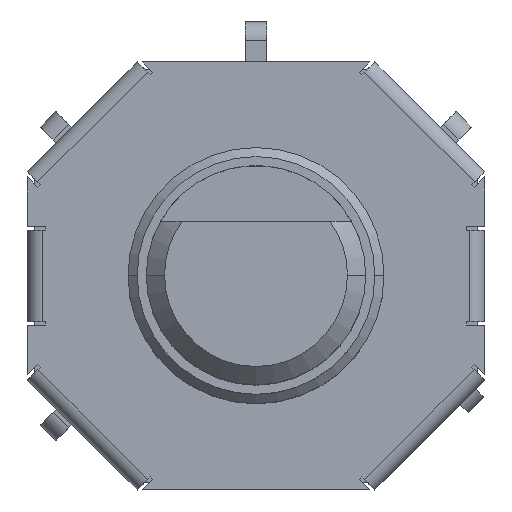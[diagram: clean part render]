
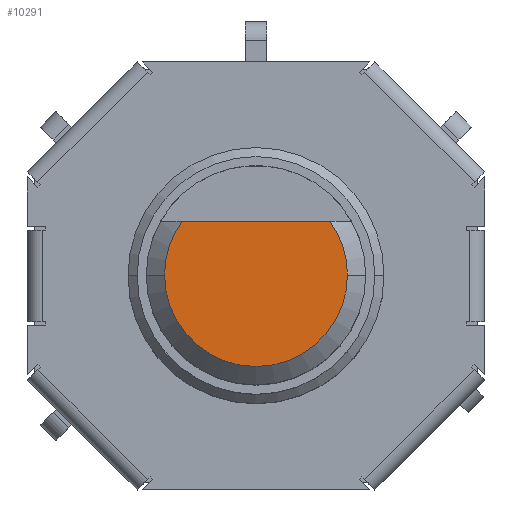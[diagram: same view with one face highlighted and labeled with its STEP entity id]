
A CAD part, top view. The second image highlights one B-rep face of the part: STEP entity #10291.
In plain terms, the highlighted planar face has unit normal (0, 0, 1).
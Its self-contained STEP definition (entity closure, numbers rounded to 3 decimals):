
#1296 = VERTEX_POINT ( 'NONE', #20872 ) ;
#1608 = CIRCLE ( 'NONE', #16608, 2.5 ) ;
#1718 = EDGE_LOOP ( 'NONE', ( #13208, #6392, #11378, #4924 ) ) ;
#1925 = DIRECTION ( 'NONE',  ( 0., 0., 1. ) ) ;
#3871 = CIRCLE ( 'NONE', #18061, 2.5 ) ;
#4924 = ORIENTED_EDGE ( 'NONE', *, *, #22318, .T. ) ;
#5029 = CARTESIAN_POINT ( 'NONE',  ( 0., 1.475, 17.5 ) ) ;
#5238 = AXIS2_PLACEMENT_3D ( 'NONE', #23709, #21658, #21787 ) ;
#5719 = DIRECTION ( 'NONE',  ( 1., 0., 0. ) ) ;
#5937 = DIRECTION ( 'NONE',  ( 0., 0., 1. ) ) ;
#6392 = ORIENTED_EDGE ( 'NONE', *, *, #13568, .T. ) ;
#10284 = CARTESIAN_POINT ( 'NONE',  ( 0., 0., 17.5 ) ) ;
#10291 = ADVANCED_FACE ( 'NONE', ( #15646 ), #11307, .T. ) ;
#10400 = DIRECTION ( 'NONE',  ( 1., 0., 0. ) ) ;
#10590 = EDGE_CURVE ( 'NONE', #16746, #1296, #12166, .T. ) ;
#11307 = PLANE ( 'NONE',  #5238 ) ;
#11378 = ORIENTED_EDGE ( 'NONE', *, *, #10590, .T. ) ;
#11423 = DIRECTION ( 'NONE',  ( 1., 0., 0. ) ) ;
#12123 = EDGE_CURVE ( 'NONE', #24979, #14631, #22752, .T. ) ;
#12166 = CIRCLE ( 'NONE', #15845, 2.5 ) ;
#12715 = CARTESIAN_POINT ( 'NONE',  ( -2.019, 1.475, 17.5 ) ) ;
#13208 = ORIENTED_EDGE ( 'NONE', *, *, #12123, .F. ) ;
#13568 = EDGE_CURVE ( 'NONE', #24979, #16746, #1608, .T. ) ;
#14631 = VERTEX_POINT ( 'NONE', #20874 ) ;
#15646 = FACE_OUTER_BOUND ( 'NONE', #1718, .T. ) ;
#15845 = AXIS2_PLACEMENT_3D ( 'NONE', #10284, #17968, #10400 ) ;
#16608 = AXIS2_PLACEMENT_3D ( 'NONE', #21421, #1925, #5719 ) ;
#16746 = VERTEX_POINT ( 'NONE', #24580 ) ;
#17968 = DIRECTION ( 'NONE',  ( 0., 0., 1. ) ) ;
#18061 = AXIS2_PLACEMENT_3D ( 'NONE', #23441, #5937, #11423 ) ;
#20647 = VECTOR ( 'NONE', #22487, 1000. ) ;
#20872 = CARTESIAN_POINT ( 'NONE',  ( 2.5, 0., 17.5 ) ) ;
#20874 = CARTESIAN_POINT ( 'NONE',  ( 2.019, 1.475, 17.5 ) ) ;
#21421 = CARTESIAN_POINT ( 'NONE',  ( 0., 0., 17.5 ) ) ;
#21658 = DIRECTION ( 'NONE',  ( 0., 0., 1. ) ) ;
#21787 = DIRECTION ( 'NONE',  ( 1., 0., 0. ) ) ;
#22318 = EDGE_CURVE ( 'NONE', #1296, #14631, #3871, .T. ) ;
#22487 = DIRECTION ( 'NONE',  ( 1., 0., 0. ) ) ;
#22752 = LINE ( 'NONE', #5029, #20647 ) ;
#23441 = CARTESIAN_POINT ( 'NONE',  ( 0., 0., 17.5 ) ) ;
#23709 = CARTESIAN_POINT ( 'NONE',  ( 0., 0., 17.5 ) ) ;
#24580 = CARTESIAN_POINT ( 'NONE',  ( -2.5, 0., 17.5 ) ) ;
#24979 = VERTEX_POINT ( 'NONE', #12715 ) ;
